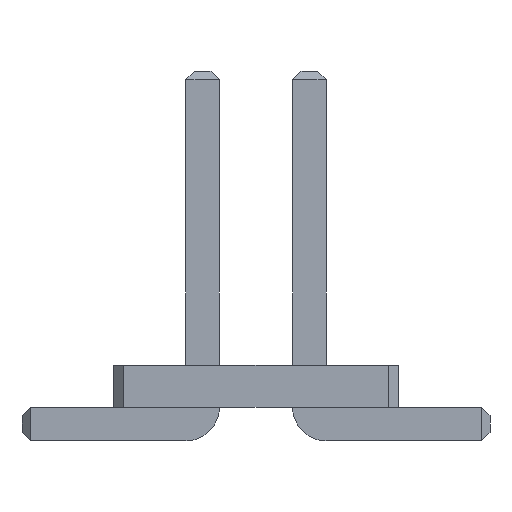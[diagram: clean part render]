
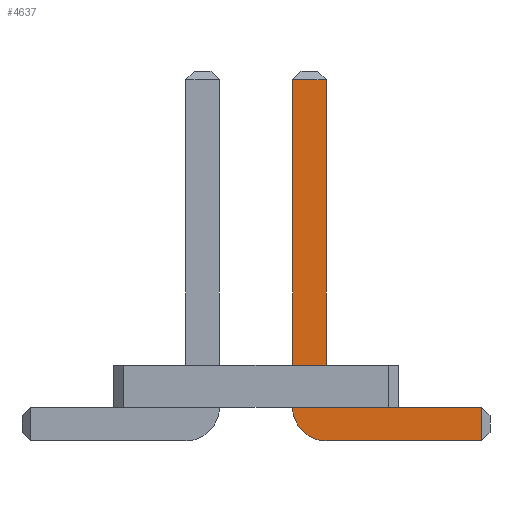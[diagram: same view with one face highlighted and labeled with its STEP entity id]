
A CAD part, front view. The second image highlights one B-rep face of the part: STEP entity #4637.
In plain terms, the highlighted planar face has unit normal (0, -1, 0).
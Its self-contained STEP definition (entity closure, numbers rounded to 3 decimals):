
#67=DIRECTION('',(1.,0.,0.));
#2093=VECTOR('',#67,1.);
#2146=DIRECTION('',(-1.,0.,0.));
#4435=VECTOR('',#2146,1.);
#4443=DIRECTION('',(-0.,1.,0.));
#4444=DIRECTION('',(0.,0.,-1.));
#4451=VECTOR('',#4452,1.);
#4452=DIRECTION('',(0.,0.,1.));
#4463=VECTOR('',#4444,1.);
#4475=DIRECTION('',(0.,1.,0.));
#4476=DIRECTION('',(1.,0.,0.));
#4483=VERTEX_POINT('',#4484);
#4484=CARTESIAN_POINT('',(2.685,-22.425,0.));
#4487=ORIENTED_EDGE('',*,*,#4488,.T.);
#4488=EDGE_CURVE('',#4483,#4489,#4491,.T.);
#4489=VERTEX_POINT('',#4490);
#4490=CARTESIAN_POINT('',(0.835,-22.425,0.));
#4491=LINE('',#4492,#4435);
#4492=CARTESIAN_POINT('',(2.785,-22.425,0.));
#4531=VERTEX_POINT('',#4532);
#4532=CARTESIAN_POINT('',(0.435,-22.425,0.4));
#4535=EDGE_CURVE('',#4489,#4531,#4536,.T.);
#4536=CIRCLE('',#4537,0.4);
#4537=AXIS2_PLACEMENT_3D('',#4538,#4443,#4444);
#4538=CARTESIAN_POINT('',(0.835,-22.425,0.4));
#4547=VERTEX_POINT('',#4538);
#4549=ORIENTED_EDGE('',*,*,#4550,.T.);
#4550=EDGE_CURVE('',#4547,#4551,#4553,.T.);
#4551=VERTEX_POINT('',#4552);
#4552=CARTESIAN_POINT('',(2.685,-22.425,0.4));
#4553=LINE('',#4538,#2093);
#4563=ORIENTED_EDGE('',*,*,#4564,.T.);
#4564=EDGE_CURVE('',#4531,#4565,#4567,.T.);
#4565=VERTEX_POINT('',#4566);
#4566=CARTESIAN_POINT('',(0.435,-22.425,4.3));
#4567=LINE('',#4568,#4451);
#4568=CARTESIAN_POINT('',(0.435,-22.425,0.));
#4581=VERTEX_POINT('',#4582);
#4582=CARTESIAN_POINT('',(0.835,-22.425,4.3));
#4584=ORIENTED_EDGE('',*,*,#4585,.T.);
#4585=EDGE_CURVE('',#4581,#4547,#4586,.T.);
#4586=LINE('',#4587,#4463);
#4587=CARTESIAN_POINT('',(0.835,-22.425,4.4));
#4637=ADVANCED_FACE('',(#4638),#4647,.F.);
#4638=FACE_BOUND('',#4639,.F.);
#4639=EDGE_LOOP('',(#4487,#4640,#4563,#4641,#4584,#4549,#4644));
#4640=ORIENTED_EDGE('',*,*,#4535,.T.);
#4641=ORIENTED_EDGE('',*,*,#4642,.T.);
#4642=EDGE_CURVE('',#4565,#4581,#4643,.T.);
#4643=LINE('',#4566,#2093);
#4644=ORIENTED_EDGE('',*,*,#4645,.T.);
#4645=EDGE_CURVE('',#4551,#4483,#4646,.T.);
#4646=LINE('',#4552,#4463);
#4647=PLANE('',#4648);
#4648=AXIS2_PLACEMENT_3D('',#4649,#4475,#4476);
#4649=CARTESIAN_POINT('',(1.032,-22.425,1.622));
